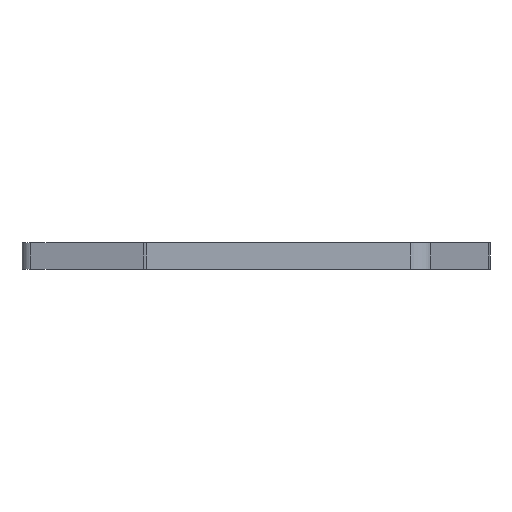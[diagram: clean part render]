
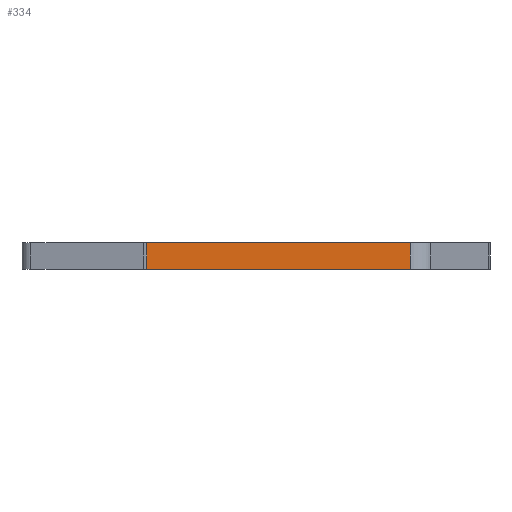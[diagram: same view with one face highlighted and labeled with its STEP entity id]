
A CAD part, left-side view. The second image highlights one B-rep face of the part: STEP entity #334.
In plain terms, the highlighted planar face has unit normal (-1, 0, 0).
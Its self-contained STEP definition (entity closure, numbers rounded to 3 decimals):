
#104=FACE_OUTER_BOUND('',#983,.T.);
#334=ADVANCED_FACE('',(#104),#567,.T.);
#567=PLANE('',#4467);
#983=EDGE_LOOP('',(#1545,#1546,#1547,#1548));
#1545=ORIENTED_EDGE('',*,*,#3224,.T.);
#1546=ORIENTED_EDGE('',*,*,#3265,.T.);
#1547=ORIENTED_EDGE('',*,*,#3211,.F.);
#1548=ORIENTED_EDGE('',*,*,#3266,.T.);
#2781=VERTEX_POINT('',#6293);
#2782=VERTEX_POINT('',#6295);
#2794=VERTEX_POINT('',#6320);
#2795=VERTEX_POINT('',#6322);
#3211=EDGE_CURVE('',#2781,#2782,#3743,.T.);
#3224=EDGE_CURVE('',#2795,#2794,#3749,.T.);
#3265=EDGE_CURVE('',#2794,#2782,#3769,.T.);
#3266=EDGE_CURVE('',#2781,#2795,#3770,.T.);
#3743=LINE('',#6294,#4092);
#3749=LINE('',#6321,#4098);
#3769=LINE('',#6403,#4118);
#3770=LINE('',#6404,#4119);
#4092=VECTOR('',#4869,1.);
#4098=VECTOR('',#4891,1.);
#4118=VECTOR('',#4955,1.);
#4119=VECTOR('',#4956,1.);
#4467=AXIS2_PLACEMENT_3D('',#6405,#4957,#4958);
#4869=DIRECTION('',(0.,1.,0.));
#4891=DIRECTION('',(0.,1.,0.));
#4955=DIRECTION('',(0.,0.,-1.));
#4956=DIRECTION('',(0.,0.,1.));
#4957=DIRECTION('',(-1.,0.,0.));
#4958=DIRECTION('',(0.,0.,1.));
#6293=CARTESIAN_POINT('',(-29.9,-32.298,0.));
#6294=CARTESIAN_POINT('',(-29.9,-33.453,0.));
#6295=CARTESIAN_POINT('',(-29.9,-10.382,0.));
#6320=CARTESIAN_POINT('',(-29.9,-10.382,2.2));
#6321=CARTESIAN_POINT('',(-29.9,-33.453,2.2));
#6322=CARTESIAN_POINT('',(-29.9,-32.298,2.2));
#6403=CARTESIAN_POINT('',(-29.9,-10.382,2.2));
#6404=CARTESIAN_POINT('',(-29.9,-32.298,2.2));
#6405=CARTESIAN_POINT('',(-29.9,-33.453,2.2));
